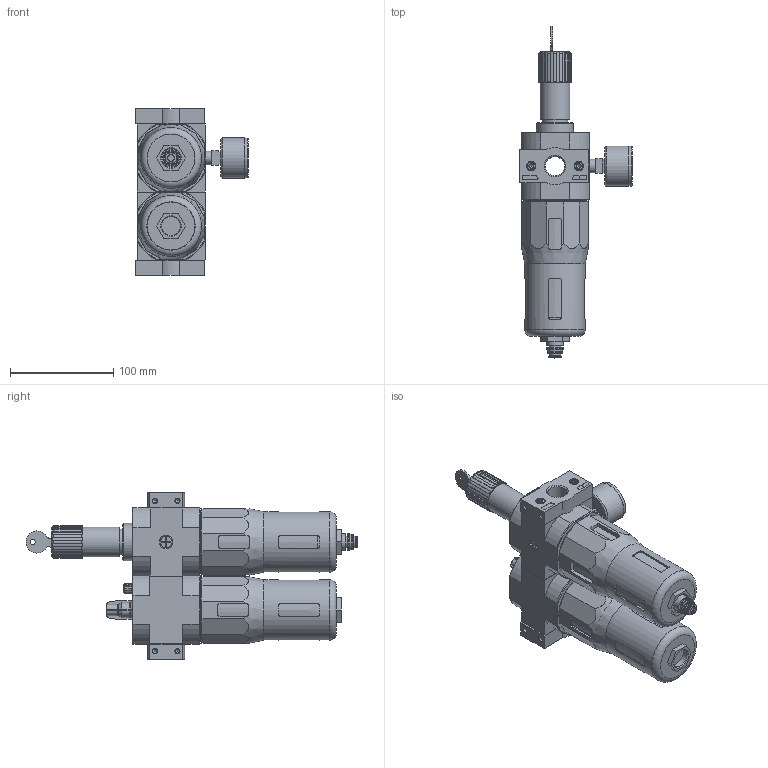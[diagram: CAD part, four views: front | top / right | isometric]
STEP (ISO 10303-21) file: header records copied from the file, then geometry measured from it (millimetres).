
FILE_DESCRIPTION(/* description */ ('STEP AP214'),/* implementation_level */ '2;1');
FILE_NAME(/* name */ '194937_FRCS-1_2-D-MAXI-A',/* time_stamp */ '2024-08-28T18:25:02+02:00',/* author */ ('License CC BY-ND 4.0'),/* organization */ ('CADENAS'),/* preprocessor_version */ 'ST-DEVELOPER v19.3',/* originating_system */ 'PARTsolutions',/* authorisation */ ' ');
FILE_SCHEMA (('AUTOMOTIVE_DESIGN {1 0 10303 214 3 1 1}'));
Length unit declared in the file: millimetre
Products named in the file (10): 194937 FRCS-1/2-D-MAXI-A; 680243 PBL-1/2-D-MAXI-L---(1) p1; DIN-912 - M5x20(F); 680244 PBL-1/2-D-MAXI-R---(0) p1; 646282 LFRS-D-MAXI-A; 8003639 PAGN-40-16-G14; 125696 LR/LFR-D-MAXI; 526489 MS4-LFR-V; 396443 LOE-D-MAXI; 234370 FRB-D-MAXI
Assembly tree (13 placements, depth 2):
  194937 FRCS-1/2-D-MAXI-A
    680243 PBL-1/2-D-MAXI-L---(1) p1
    DIN-912 - M5x20(F)  x4
    680244 PBL-1/2-D-MAXI-R---(0) p1
    646282 LFRS-D-MAXI-A
    8003639 PAGN-40-16-G14
    125696 LR/LFR-D-MAXI
    526489 MS4-LFR-V
    396443 LOE-D-MAXI
    234370 FRB-D-MAXI  x2
Bounding box: 108.95 x 322.22 x 162 mm (x, y, z)
Volume: 1376803.5 mm3; surface area: 203470.4 mm2
Topology: 13 solids, 14 shells, 977 faces, 2478 edges, 1579 vertices
Faces by surface type: plane 469, cylinder 258, cone 162, torus 88
Full cylindrical faces by diameter (mm): 2 x1, 3.2 x1, 3.6 x1, 3.7 x2, 3.8 x1, 4.134 x10, 4.2 x1, 5 x6, 5.1 x1, 5.8 x1, 6 x1, 7 x2, 8.5 x4, 8.7 x1, 9.5 x1, 10 x1, 11 x2, 11.4 x1, 11.445 x2, 11.6 x1, 11.8 x1, 13.157 x2, 15.8 x1, 18 x2, 18.631 x2, 18.7 x1, 22 x1, 23 x1, 24.9 x1, 26 x1
Entity records: 31537 total; most frequent: CARTESIAN_POINT 5913, DIRECTION 4189, ORIENTED_EDGE 4146, EDGE_CURVE 2073, AXIS2_PLACEMENT_3D 1620, VERTEX_POINT 1454, FACE_BOUND 1191, EDGE_LOOP 1181
